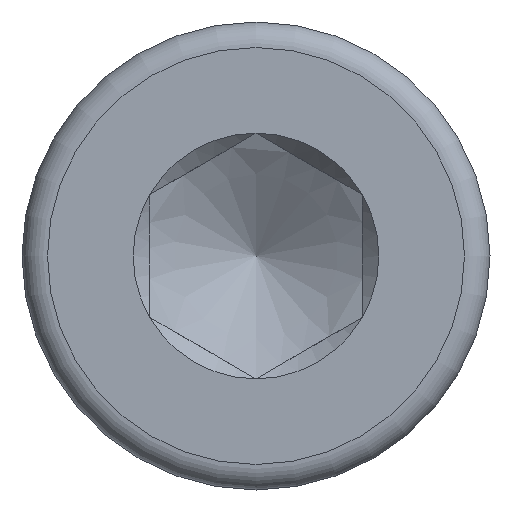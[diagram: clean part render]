
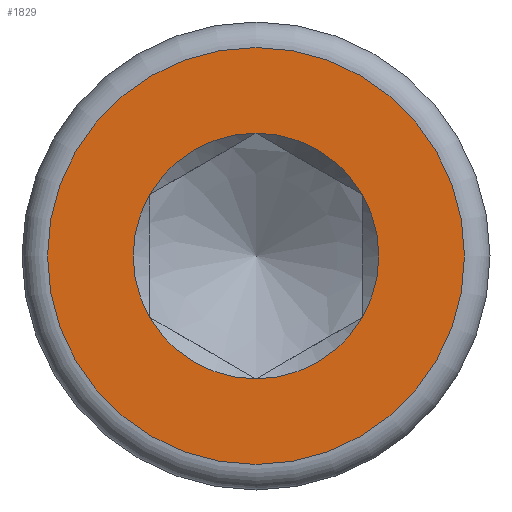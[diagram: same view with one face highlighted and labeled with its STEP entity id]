
A CAD part, left-side view. The second image highlights one B-rep face of the part: STEP entity #1829.
In plain terms, the highlighted planar face has unit normal (-1, 0, 0).
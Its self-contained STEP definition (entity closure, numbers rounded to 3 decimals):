
#16=FACE_BOUND('',#250,.T.);
#47=PLANE('',#1962);
#144=FACE_OUTER_BOUND('',#249,.T.);
#249=EDGE_LOOP('',(#1611));
#250=EDGE_LOOP('',(#1612,#1613,#1614,#1615,#1616,#1617));
#279=CIRCLE('',#1961,2.45);
#280=CIRCLE('',#1963,1.443);
#281=CIRCLE('',#1964,1.443);
#282=CIRCLE('',#1965,1.443);
#283=CIRCLE('',#1966,1.443);
#284=CIRCLE('',#1967,1.443);
#285=CIRCLE('',#1968,1.443);
#786=VERTEX_POINT('',#7536);
#787=VERTEX_POINT('',#7537);
#796=VERTEX_POINT('',#7573);
#797=VERTEX_POINT('',#7577);
#798=VERTEX_POINT('',#7579);
#799=VERTEX_POINT('',#7581);
#800=VERTEX_POINT('',#7583);
#1068=EDGE_CURVE('',#796,#796,#279,.T.);
#1069=EDGE_CURVE('',#787,#797,#280,.T.);
#1070=EDGE_CURVE('',#797,#798,#281,.T.);
#1071=EDGE_CURVE('',#798,#799,#282,.T.);
#1072=EDGE_CURVE('',#799,#800,#283,.T.);
#1073=EDGE_CURVE('',#800,#786,#284,.T.);
#1074=EDGE_CURVE('',#786,#787,#285,.T.);
#1611=ORIENTED_EDGE('',*,*,#1068,.F.);
#1612=ORIENTED_EDGE('',*,*,#1069,.T.);
#1613=ORIENTED_EDGE('',*,*,#1070,.T.);
#1614=ORIENTED_EDGE('',*,*,#1071,.T.);
#1615=ORIENTED_EDGE('',*,*,#1072,.T.);
#1616=ORIENTED_EDGE('',*,*,#1073,.T.);
#1617=ORIENTED_EDGE('',*,*,#1074,.T.);
#1829=ADVANCED_FACE('',(#144,#16),#47,.F.);
#1961=AXIS2_PLACEMENT_3D('',#7575,#2275,#2276);
#1962=AXIS2_PLACEMENT_3D('',#7576,#2277,#2278);
#1963=AXIS2_PLACEMENT_3D('',#7578,#2279,#2280);
#1964=AXIS2_PLACEMENT_3D('',#7580,#2281,#2282);
#1965=AXIS2_PLACEMENT_3D('',#7582,#2283,#2284);
#1966=AXIS2_PLACEMENT_3D('',#7584,#2285,#2286);
#1967=AXIS2_PLACEMENT_3D('',#7585,#2287,#2288);
#1968=AXIS2_PLACEMENT_3D('',#7586,#2289,#2290);
#2275=DIRECTION('center_axis',(1.,0.,0.));
#2276=DIRECTION('ref_axis',(0.,0.,-1.));
#2277=DIRECTION('center_axis',(1.,0.,0.));
#2278=DIRECTION('ref_axis',(0.,0.,-1.));
#2279=DIRECTION('center_axis',(1.,0.,0.));
#2280=DIRECTION('ref_axis',(0.,0.,-1.));
#2281=DIRECTION('center_axis',(1.,0.,0.));
#2282=DIRECTION('ref_axis',(0.,0.,-1.));
#2283=DIRECTION('center_axis',(1.,0.,0.));
#2284=DIRECTION('ref_axis',(0.,0.,-1.));
#2285=DIRECTION('center_axis',(1.,0.,0.));
#2286=DIRECTION('ref_axis',(0.,0.,-1.));
#2287=DIRECTION('center_axis',(1.,0.,0.));
#2288=DIRECTION('ref_axis',(0.,0.,-1.));
#2289=DIRECTION('center_axis',(1.,0.,0.));
#2290=DIRECTION('ref_axis',(0.,0.,-1.));
#7536=CARTESIAN_POINT('',(-3.,0.,1.443));
#7537=CARTESIAN_POINT('',(-3.,-1.25,0.722));
#7573=CARTESIAN_POINT('',(-3.,0.,2.45));
#7575=CARTESIAN_POINT('Origin',(-3.,0.,0.));
#7576=CARTESIAN_POINT('Origin',(-3.,1.443,0.));
#7577=CARTESIAN_POINT('',(-3.,-1.25,-0.722));
#7578=CARTESIAN_POINT('Origin',(-3.,0.,0.));
#7579=CARTESIAN_POINT('',(-3.,0.,-1.443));
#7580=CARTESIAN_POINT('Origin',(-3.,0.,0.));
#7581=CARTESIAN_POINT('',(-3.,1.25,-0.722));
#7582=CARTESIAN_POINT('Origin',(-3.,0.,0.));
#7583=CARTESIAN_POINT('',(-3.,1.25,0.722));
#7584=CARTESIAN_POINT('Origin',(-3.,0.,0.));
#7585=CARTESIAN_POINT('Origin',(-3.,0.,0.));
#7586=CARTESIAN_POINT('Origin',(-3.,0.,0.));
